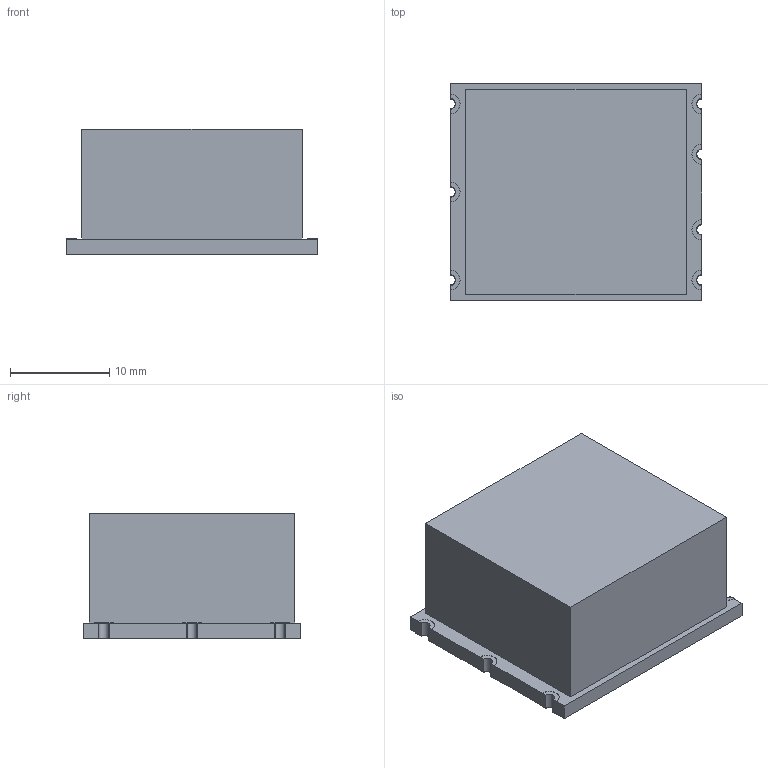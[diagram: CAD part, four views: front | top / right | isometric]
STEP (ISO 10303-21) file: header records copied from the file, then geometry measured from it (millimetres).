
FILE_DESCRIPTION(('FreeCAD Model'),'2;1');
FILE_NAME('Open CASCADE Shape Model','2024-12-04T10:51:28',(''),(''), 'Open CASCADE STEP processor 7.6','FreeCAD','Unknown');
FILE_SCHEMA(('AUTOMOTIVE_DESIGN { 1 0 10303 214 1 1 1 1 }'));
Length unit declared in the file: millimetre
Products named in the file (4): Unnamed; Body; Body001; Compound
Assembly tree (3 placements, depth 2):
  Unnamed
    Body
    Body001
    Compound
Bounding box: 25.4 x 22 x 12.7 mm (x, y, z)
Volume: 5994.6 mm3; surface area: 3284.7 mm2
Topology: 9 solids, 9 shells, 110 faces, 276 edges, 184 vertices
Faces by surface type: plane 82, cylinder 28
Entity records: 3412 total; most frequent: CARTESIAN_POINT 574, DIRECTION 560, ORIENTED_EDGE 552, EDGE_CURVE 276, LINE 220, VECTOR 220, VERTEX_POINT 184, AXIS2_PLACEMENT_3D 170
